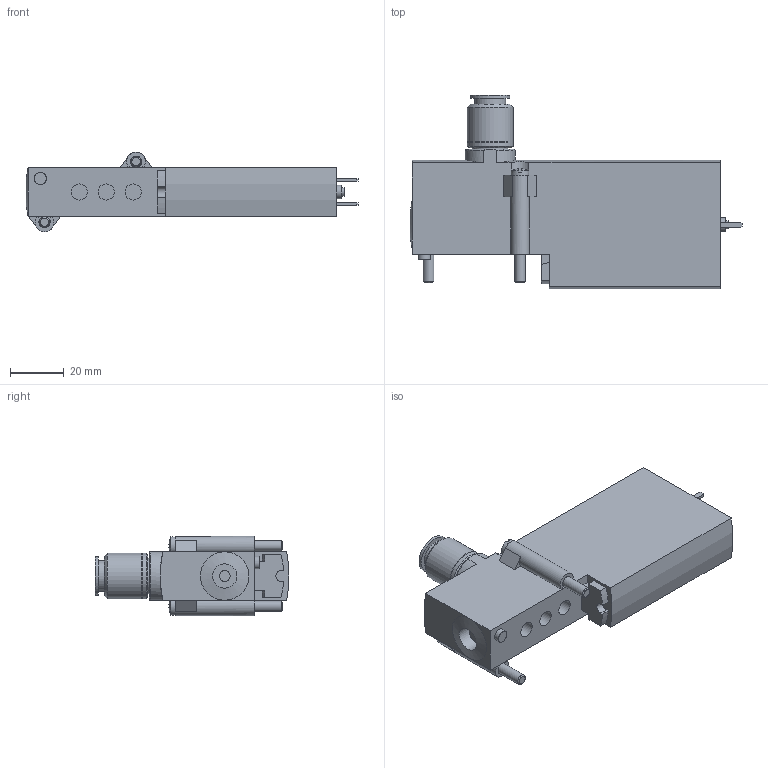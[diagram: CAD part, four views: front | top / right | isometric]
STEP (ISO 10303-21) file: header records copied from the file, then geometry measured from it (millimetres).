
FILE_DESCRIPTION(/* description */ ('STEP AP214'),/* implementation_level */ '2;1');
FILE_NAME(/* name */ '525183_MHP4-MS1H-3_2G-QS-8',/* time_stamp */ '2024-09-06T16:20:33+02:00',/* author */ ('License CC BY-ND 4.0'),/* organization */ ('CADENAS'),/* preprocessor_version */ 'ST-DEVELOPER v19.3',/* originating_system */ 'PARTsolutions',/* authorisation */ ' ');
FILE_SCHEMA (('AUTOMOTIVE_DESIGN {1 0 10303 214 3 1 1}'));
Length unit declared in the file: millimetre
Products named in the file (1): 525183 MHP4-MS1H-3/2G-QS-8
Bounding box: 123.4 x 72.09 x 29.5 mm (x, y, z)
Volume: 91011.3 mm3; surface area: 21390.5 mm2
Topology: 1 solids, 1 shells, 137 faces, 337 edges, 222 vertices
Faces by surface type: plane 91, cylinder 33, cone 7, sphere 4, torus 2
Full cylindrical faces by diameter (mm): 3 x1, 4 x3, 4.2 x1, 4.65 x1, 5 x1, 6 x3, 6.6 x2, 8 x1, 9 x1, 11.445 x1, 11.536 x1, 13.157 x1, 14.571 x1, 17 x2
Entity records: 3902 total; most frequent: CARTESIAN_POINT 706, DIRECTION 670, ORIENTED_EDGE 600, EDGE_CURVE 300, AXIS2_PLACEMENT_3D 238, VERTEX_POINT 214, LINE 194, VECTOR 194
